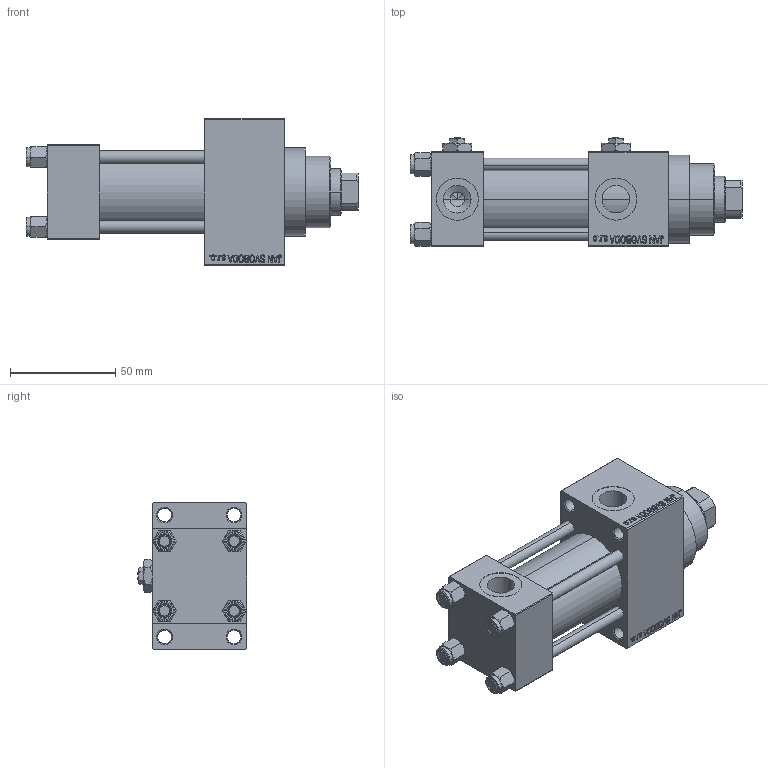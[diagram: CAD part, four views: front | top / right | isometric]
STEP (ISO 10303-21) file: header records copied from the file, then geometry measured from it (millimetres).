
FILE_DESCRIPTION (( 'STEP AP203' ), '1' );
FILE_NAME ('3ccd.STEP', '2022-04-16T14:03:16', ( '' ), ( '' ), 'SwSTEP 2.0', 'SolidWorks 2019', '' );
FILE_SCHEMA (( 'CONFIG_CONTROL_DESIGN' ));
Length unit declared in the file: millimetre
Products named in the file (7): V215_VC_A 8888dcb7d00df4d5e3f53372501cd85c; NUT_M5_D 8888dcb7d00df4d5e3f53372501cd85c; Zatka_pro_OIL_PORT 8888dcb7d00df4d5e3f53372501cd85c; V215CR_D_Body 8888dcb7d00df4d5e3f53372501cd85c; V215CR_D_TYCINKA 8888dcb7d00df4d5e3f53372501cd85c; V215CR_VCP_D 8888dcb7d00df4d5e3f53372501cd85c; 3ccd
Assembly tree (13 placements, depth 2):
  3ccd
    V215CR_D_Body 8888dcb7d00df4d5e3f53372501cd85c
    V215CR_VCP_D 8888dcb7d00df4d5e3f53372501cd85c
    NUT_M5_D 8888dcb7d00df4d5e3f53372501cd85c  x4
    V215CR_D_TYCINKA 8888dcb7d00df4d5e3f53372501cd85c  x4
    V215_VC_A 8888dcb7d00df4d5e3f53372501cd85c
    Zatka_pro_OIL_PORT 8888dcb7d00df4d5e3f53372501cd85c  x2
Bounding box: 158 x 52 x 70 mm (x, y, z)
Volume: 98083.5 mm3; surface area: 81615.7 mm2
Topology: 12 solids, 13 shells, 1203 faces, 2979 edges, 1905 vertices
Faces by surface type: plane 542, bspline 368, cone 186, cylinder 99, torus 8
Entity records: 49174 total; most frequent: CARTESIAN_POINT 25669, ORIENTED_EDGE 5254, DIRECTION 3435, EDGE_CURVE 2627, VERTEX_POINT 1714, LINE 1551, VECTOR 1551, EDGE_LOOP 1179
